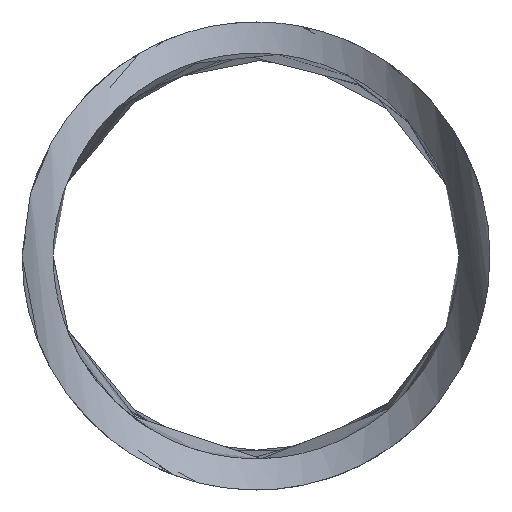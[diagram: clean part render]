
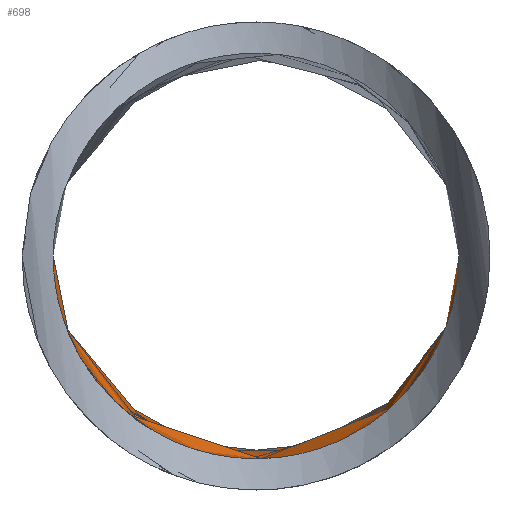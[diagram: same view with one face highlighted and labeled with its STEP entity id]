
A CAD part, front view. The second image highlights one B-rep face of the part: STEP entity #698.
In plain terms, the highlighted free-form (B-spline) face has degree [5, 4] with [6, 5] control points.
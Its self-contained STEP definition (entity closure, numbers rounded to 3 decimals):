
#148=CARTESIAN_POINT('Control Point',(-1681.576,268.69,538.462)) ;
#149=CARTESIAN_POINT('Control Point',(-1681.576,268.754,537.485)) ;
#150=CARTESIAN_POINT('Control Point',(-1681.668,268.666,536.488)) ;
#151=CARTESIAN_POINT('Control Point',(-1681.858,268.446,535.516)) ;
#152=CARTESIAN_POINT('Control Point',(-1682.515,267.773,533.269)) ;
#153=CARTESIAN_POINT('Control Point',(-1683.643,266.884,531.237)) ;
#154=CARTESIAN_POINT('Control Point',(-1684.453,266.37,530.134)) ;
#155=CARTESIAN_POINT('Control Point',(-1685.944,265.628,528.581)) ;
#156=CARTESIAN_POINT('Control Point',(-1687.771,265.052,527.344)) ;
#157=CARTESIAN_POINT('Control Point',(-1688.456,264.875,526.952)) ;
#158=CARTESIAN_POINT('Control Point',(-1690.139,264.533,526.152)) ;
#159=CARTESIAN_POINT('Control Point',(-1691.975,264.378,525.655)) ;
#160=CARTESIAN_POINT('Control Point',(-1693.058,264.36,525.482)) ;
#161=CARTESIAN_POINT('Control Point',(-1695.681,264.486,525.344)) ;
#162=CARTESIAN_POINT('Control Point',(-1698.227,264.988,525.85)) ;
#163=CARTESIAN_POINT('Control Point',(-1699.627,265.389,526.353)) ;
#164=CARTESIAN_POINT('Control Point',(-1701.527,266.09,527.343)) ;
#165=CARTESIAN_POINT('Control Point',(-1703.15,266.857,528.655)) ;
#166=CARTESIAN_POINT('Control Point',(-1703.645,267.108,529.112)) ;
#167=CARTESIAN_POINT('Control Point',(-1704.706,267.672,530.223)) ;
#168=CARTESIAN_POINT('Control Point',(-1705.599,268.176,531.488)) ;
#169=CARTESIAN_POINT('Control Point',(-1706.046,268.424,532.246)) ;
#170=CARTESIAN_POINT('Control Point',(-1706.635,268.697,533.481)) ;
#171=CARTESIAN_POINT('Control Point',(-1707.058,268.725,534.783)) ;
#172=CARTESIAN_POINT('Control Point',(-1707.183,268.7,535.238)) ;
#173=CARTESIAN_POINT('Control Point',(-1707.396,268.573,536.181)) ;
#174=CARTESIAN_POINT('Control Point',(-1707.518,268.298,537.103)) ;
#175=CARTESIAN_POINT('Control Point',(-1707.558,268.119,537.569)) ;
#176=CARTESIAN_POINT('Control Point',(-1707.576,267.911,538.022)) ;
#177=CARTESIAN_POINT('Control Point',(-1707.576,267.681,538.462)) ;
#178=CARTESIAN_POINT('Vertex',(-1681.576,268.69,538.462)) ;
#180=CARTESIAN_POINT('Vertex',(-1707.576,267.681,538.462)) ;
#571=CARTESIAN_POINT('Control Point',(-1707.576,-267.681,538.462)) ;
#572=CARTESIAN_POINT('Control Point',(-1707.576,-160.609,538.462)) ;
#573=CARTESIAN_POINT('Control Point',(-1707.576,-53.536,538.462)) ;
#574=CARTESIAN_POINT('Control Point',(-1707.576,53.536,538.462)) ;
#575=CARTESIAN_POINT('Control Point',(-1707.576,160.609,538.462)) ;
#576=CARTESIAN_POINT('Control Point',(-1707.576,267.681,538.462)) ;
#577=CARTESIAN_POINT('Vertex',(-1707.576,-267.681,538.462)) ;
#581=CARTESIAN_POINT('Control Point',(-1681.576,-268.69,538.462)) ;
#582=CARTESIAN_POINT('Control Point',(-1681.576,-161.214,538.462)) ;
#583=CARTESIAN_POINT('Control Point',(-1681.576,-53.738,538.462)) ;
#584=CARTESIAN_POINT('Control Point',(-1681.576,53.738,538.462)) ;
#585=CARTESIAN_POINT('Control Point',(-1681.576,161.214,538.462)) ;
#586=CARTESIAN_POINT('Control Point',(-1681.576,268.69,538.462)) ;
#587=CARTESIAN_POINT('Vertex',(-1681.576,-268.69,538.462)) ;
#630=CARTESIAN_POINT('Control Point',(-1681.576,-276.19,538.462)) ;
#631=CARTESIAN_POINT('Control Point',(-1681.576,-276.19,525.462)) ;
#632=CARTESIAN_POINT('Control Point',(-1694.576,-276.19,518.962)) ;
#633=CARTESIAN_POINT('Control Point',(-1707.576,-276.19,525.462)) ;
#634=CARTESIAN_POINT('Control Point',(-1707.576,-276.19,538.462)) ;
#635=CARTESIAN_POINT('Control Point',(-1681.576,-165.714,538.462)) ;
#636=CARTESIAN_POINT('Control Point',(-1681.576,-165.714,525.462)) ;
#637=CARTESIAN_POINT('Control Point',(-1694.576,-165.714,518.962)) ;
#638=CARTESIAN_POINT('Control Point',(-1707.576,-165.714,525.462)) ;
#639=CARTESIAN_POINT('Control Point',(-1707.576,-165.714,538.462)) ;
#640=CARTESIAN_POINT('Control Point',(-1681.576,-55.238,538.462)) ;
#641=CARTESIAN_POINT('Control Point',(-1681.576,-55.238,525.462)) ;
#642=CARTESIAN_POINT('Control Point',(-1694.576,-55.238,518.962)) ;
#643=CARTESIAN_POINT('Control Point',(-1707.576,-55.238,525.462)) ;
#644=CARTESIAN_POINT('Control Point',(-1707.576,-55.238,538.462)) ;
#645=CARTESIAN_POINT('Control Point',(-1681.576,55.238,538.462)) ;
#646=CARTESIAN_POINT('Control Point',(-1681.576,55.238,525.462)) ;
#647=CARTESIAN_POINT('Control Point',(-1694.576,55.238,518.962)) ;
#648=CARTESIAN_POINT('Control Point',(-1707.576,55.238,525.462)) ;
#649=CARTESIAN_POINT('Control Point',(-1707.576,55.238,538.462)) ;
#650=CARTESIAN_POINT('Control Point',(-1681.576,165.714,538.462)) ;
#651=CARTESIAN_POINT('Control Point',(-1681.576,165.714,525.462)) ;
#652=CARTESIAN_POINT('Control Point',(-1694.576,165.714,518.962)) ;
#653=CARTESIAN_POINT('Control Point',(-1707.576,165.714,525.462)) ;
#654=CARTESIAN_POINT('Control Point',(-1707.576,165.714,538.462)) ;
#655=CARTESIAN_POINT('Control Point',(-1681.576,276.19,538.462)) ;
#656=CARTESIAN_POINT('Control Point',(-1681.576,276.19,525.462)) ;
#657=CARTESIAN_POINT('Control Point',(-1694.576,276.19,518.962)) ;
#658=CARTESIAN_POINT('Control Point',(-1707.576,276.19,525.462)) ;
#659=CARTESIAN_POINT('Control Point',(-1707.576,276.19,538.462)) ;
#661=CARTESIAN_POINT('Control Point',(-1681.576,-268.69,538.462)) ;
#662=CARTESIAN_POINT('Control Point',(-1681.576,-268.754,537.485)) ;
#663=CARTESIAN_POINT('Control Point',(-1681.668,-268.666,536.488)) ;
#664=CARTESIAN_POINT('Control Point',(-1681.858,-268.446,535.516)) ;
#665=CARTESIAN_POINT('Control Point',(-1682.515,-267.773,533.269)) ;
#666=CARTESIAN_POINT('Control Point',(-1683.643,-266.884,531.237)) ;
#667=CARTESIAN_POINT('Control Point',(-1684.453,-266.37,530.134)) ;
#668=CARTESIAN_POINT('Control Point',(-1685.944,-265.628,528.581)) ;
#669=CARTESIAN_POINT('Control Point',(-1687.771,-265.052,527.344)) ;
#670=CARTESIAN_POINT('Control Point',(-1688.456,-264.875,526.952)) ;
#671=CARTESIAN_POINT('Control Point',(-1690.139,-264.533,526.152)) ;
#672=CARTESIAN_POINT('Control Point',(-1691.975,-264.378,525.655)) ;
#673=CARTESIAN_POINT('Control Point',(-1693.058,-264.36,525.482)) ;
#674=CARTESIAN_POINT('Control Point',(-1695.681,-264.486,525.344)) ;
#675=CARTESIAN_POINT('Control Point',(-1698.227,-264.988,525.85)) ;
#676=CARTESIAN_POINT('Control Point',(-1699.627,-265.389,526.353)) ;
#677=CARTESIAN_POINT('Control Point',(-1701.527,-266.09,527.343)) ;
#678=CARTESIAN_POINT('Control Point',(-1703.15,-266.857,528.655)) ;
#679=CARTESIAN_POINT('Control Point',(-1703.645,-267.108,529.112)) ;
#680=CARTESIAN_POINT('Control Point',(-1704.706,-267.672,530.223)) ;
#681=CARTESIAN_POINT('Control Point',(-1705.599,-268.176,531.488)) ;
#682=CARTESIAN_POINT('Control Point',(-1706.046,-268.424,532.246)) ;
#683=CARTESIAN_POINT('Control Point',(-1706.635,-268.697,533.481)) ;
#684=CARTESIAN_POINT('Control Point',(-1707.058,-268.725,534.783)) ;
#685=CARTESIAN_POINT('Control Point',(-1707.183,-268.7,535.238)) ;
#686=CARTESIAN_POINT('Control Point',(-1707.396,-268.573,536.181)) ;
#687=CARTESIAN_POINT('Control Point',(-1707.518,-268.298,537.103)) ;
#688=CARTESIAN_POINT('Control Point',(-1707.558,-268.119,537.569)) ;
#689=CARTESIAN_POINT('Control Point',(-1707.576,-267.911,538.022)) ;
#690=CARTESIAN_POINT('Control Point',(-1707.576,-267.681,538.462)) ;
#693=ORIENTED_EDGE('',*,*,#589,.T.) ;
#694=ORIENTED_EDGE('',*,*,#182,.T.) ;
#695=ORIENTED_EDGE('',*,*,#579,.F.) ;
#696=ORIENTED_EDGE('',*,*,#691,.F.) ;
#698=ADVANCED_FACE('Corps principal',(#697),#629,.T.) ;
#147=B_SPLINE_CURVE_WITH_KNOTS('',5,(#148,#149,#150,#151,#152,#153,#154,#155,#156,#157,#158,#159,#160,#161,#162,#163,#164,#165,#166,#167,#168,#169,#170,#171,#172,#173,#174,#175,#176,#177),.UNSPECIFIED.,.F.,.U.,(6,3,3,3,3,3,3,3,3,6),(0.,7.318,17.57,23.167,30.653,41.155,46.18,52.649,56.071,59.74),.UNSPECIFIED.) ;
#660=B_SPLINE_CURVE_WITH_KNOTS('',5,(#661,#662,#663,#664,#665,#666,#667,#668,#669,#670,#671,#672,#673,#674,#675,#676,#677,#678,#679,#680,#681,#682,#683,#684,#685,#686,#687,#688,#689,#690),.UNSPECIFIED.,.F.,.U.,(6,3,3,3,3,3,3,3,3,6),(0.,7.318,17.57,23.167,30.653,41.155,46.18,52.649,56.071,59.74),.UNSPECIFIED.) ;
#182=EDGE_CURVE('',#179,#181,#147,.T.) ;
#579=EDGE_CURVE('',#578,#181,#570,.T.) ;
#589=EDGE_CURVE('',#588,#179,#580,.T.) ;
#691=EDGE_CURVE('',#588,#578,#660,.T.) ;
#692=EDGE_LOOP('',(#693,#694,#695,#696)) ;
#697=FACE_OUTER_BOUND('',#692,.T.) ;
#179=VERTEX_POINT('',#178) ;
#181=VERTEX_POINT('',#180) ;
#578=VERTEX_POINT('',#577) ;
#588=VERTEX_POINT('',#587) ;
#570=(BOUNDED_CURVE()B_SPLINE_CURVE(5,(#571,#572,#573,#574,#575,#576),.UNSPECIFIED.,.F.,.U.)B_SPLINE_CURVE_WITH_KNOTS((6,6),(8.509,543.871),.UNSPECIFIED.)CURVE()GEOMETRIC_REPRESENTATION_ITEM()RATIONAL_B_SPLINE_CURVE((1.,1.,1.,1.,1.,1.))REPRESENTATION_ITEM('')) ;
#580=(BOUNDED_CURVE()B_SPLINE_CURVE(5,(#581,#582,#583,#584,#585,#586),.UNSPECIFIED.,.F.,.U.)B_SPLINE_CURVE_WITH_KNOTS((6,6),(7.5,544.881),.UNSPECIFIED.)CURVE()GEOMETRIC_REPRESENTATION_ITEM()RATIONAL_B_SPLINE_CURVE((1.,1.,1.,1.,1.,1.))REPRESENTATION_ITEM('')) ;
#629=(BOUNDED_SURFACE()B_SPLINE_SURFACE(5,4,((#630,#631,#632,#633,#634),(#635,#636,#637,#638,#639),(#640,#641,#642,#643,#644),(#645,#646,#647,#648,#649),(#650,#651,#652,#653,#654),(#655,#656,#657,#658,#659)),.UNSPECIFIED.,.F.,.F.,.U.)B_SPLINE_SURFACE_WITH_KNOTS((6,6),(5,5),(0.,552.381),(0.,40.841),.UNSPECIFIED.)GEOMETRIC_REPRESENTATION_ITEM()RATIONAL_B_SPLINE_SURFACE(((1.,0.707,0.667,0.707,1.),(1.,0.707,0.667,0.707,1.),(1.,0.707,0.667,0.707,1.),(1.,0.707,0.667,0.707,1.),(1.,0.707,0.667,0.707,1.),(1.,0.707,0.667,0.707,1.)))REPRESENTATION_ITEM('Rational BSpline Surface')SURFACE()) ;
